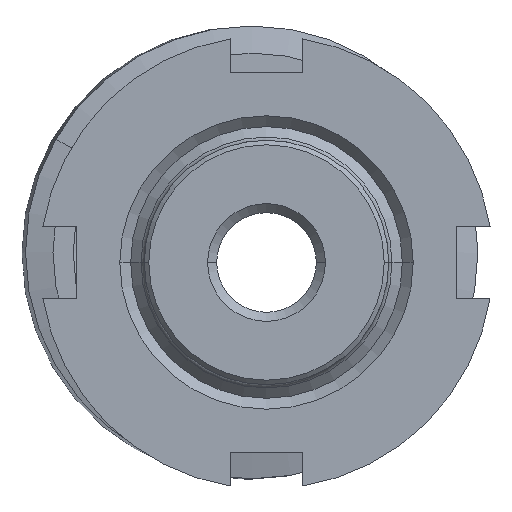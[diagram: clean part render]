
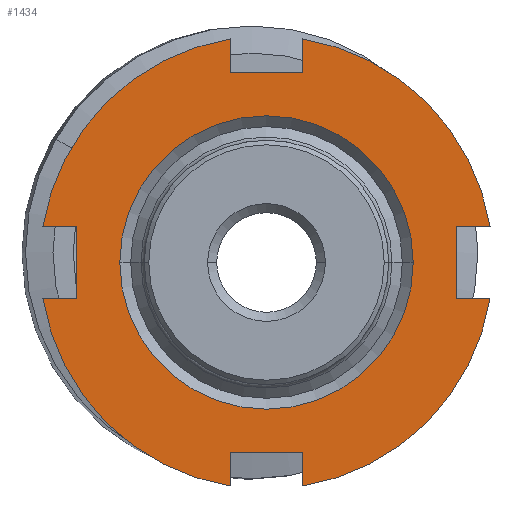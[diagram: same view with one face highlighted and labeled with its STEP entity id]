
A CAD part, front view. The second image highlights one B-rep face of the part: STEP entity #1434.
In plain terms, the highlighted planar face has unit normal (0, -1, 0).
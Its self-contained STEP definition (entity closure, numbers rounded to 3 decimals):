
#7 = CARTESIAN_POINT ( 'NONE',  ( -2., -7.269, 0. ) ) ;
#14 = CARTESIAN_POINT ( 'NONE',  ( 0., -7.269, 0. ) ) ;
#39 = AXIS2_PLACEMENT_3D ( 'NONE', #2580, #440, #1548 ) ;
#75 = LINE ( 'NONE', #3040, #3242 ) ;
#91 = VERTEX_POINT ( 'NONE', #973 ) ;
#127 = VERTEX_POINT ( 'NONE', #2878 ) ;
#130 = EDGE_CURVE ( 'NONE', #301, #1810, #376, .T. ) ;
#157 = VECTOR ( 'NONE', #1824, 1000. ) ;
#203 = PLANE ( 'NONE',  #39 ) ;
#238 = FACE_BOUND ( 'NONE', #2337, .T. ) ;
#246 = AXIS2_PLACEMENT_3D ( 'NONE', #2678, #2937, #2163 ) ;
#287 = DIRECTION ( 'NONE',  ( -1., 0., 0. ) ) ;
#301 = VERTEX_POINT ( 'NONE', #515 ) ;
#325 = LINE ( 'NONE', #700, #953 ) ;
#333 = ORIENTED_EDGE ( 'NONE', *, *, #2442, .T. ) ;
#350 = DIRECTION ( 'NONE',  ( 0., 0., 1. ) ) ;
#376 = CIRCLE ( 'NONE', #1353, 12.5 ) ;
#378 = EDGE_LOOP ( 'NONE', ( #2455, #1137, #2671, #2066, #1524, #1707, #3397, #1723, #385, #686, #887, #1832, #3404, #2355, #333, #1076 ) ) ;
#385 = ORIENTED_EDGE ( 'NONE', *, *, #2401, .F. ) ;
#417 = DIRECTION ( 'NONE',  ( 0., 0., 1. ) ) ;
#440 = DIRECTION ( 'NONE',  ( 0., 1., 0. ) ) ;
#442 = VERTEX_POINT ( 'NONE', #2436 ) ;
#453 = CARTESIAN_POINT ( 'NONE',  ( 8.1, -7.269, -2. ) ) ;
#478 = EDGE_CURVE ( 'NONE', #3351, #1491, #75, .T. ) ;
#515 = CARTESIAN_POINT ( 'NONE',  ( 12.339, -7.269, -2. ) ) ;
#530 = DIRECTION ( 'NONE',  ( 0., 1., 0. ) ) ;
#561 = CARTESIAN_POINT ( 'NONE',  ( -12.339, -7.269, 2. ) ) ;
#589 = VERTEX_POINT ( 'NONE', #3282 ) ;
#611 = LINE ( 'NONE', #1258, #2204 ) ;
#631 = DIRECTION ( 'NONE',  ( 0., 0., -1. ) ) ;
#671 = DIRECTION ( 'NONE',  ( 0., 0., -1. ) ) ;
#686 = ORIENTED_EDGE ( 'NONE', *, *, #3169, .F. ) ;
#700 = CARTESIAN_POINT ( 'NONE',  ( -2., -7.269, 0. ) ) ;
#745 = VERTEX_POINT ( 'NONE', #1123 ) ;
#785 = CARTESIAN_POINT ( 'NONE',  ( 2., -7.269, 10.5 ) ) ;
#806 = EDGE_CURVE ( 'NONE', #3234, #745, #325, .T. ) ;
#864 = LINE ( 'NONE', #1281, #157 ) ;
#883 = CARTESIAN_POINT ( 'NONE',  ( -2., -7.269, -10.5 ) ) ;
#887 = ORIENTED_EDGE ( 'NONE', *, *, #2820, .T. ) ;
#902 = VECTOR ( 'NONE', #671, 1000. ) ;
#953 = VECTOR ( 'NONE', #3346, 1000. ) ;
#973 = CARTESIAN_POINT ( 'NONE',  ( -2., -7.269, 10.5 ) ) ;
#978 = VERTEX_POINT ( 'NONE', #2877 ) ;
#995 = DIRECTION ( 'NONE',  ( 1., 0., 0. ) ) ;
#1044 = EDGE_CURVE ( 'NONE', #1491, #2069, #1588, .T. ) ;
#1046 = VERTEX_POINT ( 'NONE', #3183 ) ;
#1059 = EDGE_CURVE ( 'NONE', #1556, #442, #1115, .T. ) ;
#1076 = ORIENTED_EDGE ( 'NONE', *, *, #3021, .F. ) ;
#1084 = CARTESIAN_POINT ( 'NONE',  ( 0., -7.269, 0. ) ) ;
#1115 = CIRCLE ( 'NONE', #2650, 8.1 ) ;
#1123 = CARTESIAN_POINT ( 'NONE',  ( -2., -7.269, -12.339 ) ) ;
#1131 = EDGE_CURVE ( 'NONE', #442, #1556, #2881, .T. ) ;
#1137 = ORIENTED_EDGE ( 'NONE', *, *, #1336, .F. ) ;
#1166 = CARTESIAN_POINT ( 'NONE',  ( 10.5, -7.269, 2. ) ) ;
#1258 = CARTESIAN_POINT ( 'NONE',  ( 8.1, -7.269, -2. ) ) ;
#1269 = CARTESIAN_POINT ( 'NONE',  ( 2., -7.269, -12.339 ) ) ;
#1281 = CARTESIAN_POINT ( 'NONE',  ( 0., -7.269, 10.5 ) ) ;
#1288 = CARTESIAN_POINT ( 'NONE',  ( 8.1, -7.269, 2. ) ) ;
#1300 = DIRECTION ( 'NONE',  ( -1., 0., 0. ) ) ;
#1315 = CARTESIAN_POINT ( 'NONE',  ( -2., -7.269, 12.339 ) ) ;
#1316 = VECTOR ( 'NONE', #3431, 1000. ) ;
#1317 = DIRECTION ( 'NONE',  ( 0., 1., 0. ) ) ;
#1336 = EDGE_CURVE ( 'NONE', #2086, #1046, #3280, .T. ) ;
#1353 = AXIS2_PLACEMENT_3D ( 'NONE', #2640, #2866, #1798 ) ;
#1357 = CIRCLE ( 'NONE', #2116, 12.5 ) ;
#1398 = EDGE_CURVE ( 'NONE', #978, #1810, #3125, .T. ) ;
#1402 = LINE ( 'NONE', #1415, #2415 ) ;
#1415 = CARTESIAN_POINT ( 'NONE',  ( 8.1, -7.269, 2. ) ) ;
#1434 = ADVANCED_FACE ( 'NONE', ( #238, #2052 ), #203, .F. ) ;
#1436 = LINE ( 'NONE', #2770, #2540 ) ;
#1479 = EDGE_CURVE ( 'NONE', #2086, #589, #2949, .T. ) ;
#1491 = VERTEX_POINT ( 'NONE', #2568 ) ;
#1524 = ORIENTED_EDGE ( 'NONE', *, *, #806, .F. ) ;
#1548 = DIRECTION ( 'NONE',  ( -1., 0., 0. ) ) ;
#1556 = VERTEX_POINT ( 'NONE', #1602 ) ;
#1588 = CIRCLE ( 'NONE', #2001, 12.5 ) ;
#1602 = CARTESIAN_POINT ( 'NONE',  ( -8.1, -7.269, 0. ) ) ;
#1620 = VERTEX_POINT ( 'NONE', #1315 ) ;
#1630 = EDGE_CURVE ( 'NONE', #91, #3351, #864, .T. ) ;
#1665 = CARTESIAN_POINT ( 'NONE',  ( 12.339, -7.269, 2. ) ) ;
#1707 = ORIENTED_EDGE ( 'NONE', *, *, #2975, .F. ) ;
#1713 = DIRECTION ( 'NONE',  ( -1., 0., 0. ) ) ;
#1723 = ORIENTED_EDGE ( 'NONE', *, *, #130, .F. ) ;
#1798 = DIRECTION ( 'NONE',  ( -1., 0., 0. ) ) ;
#1810 = VERTEX_POINT ( 'NONE', #1269 ) ;
#1824 = DIRECTION ( 'NONE',  ( 1., 0., 0. ) ) ;
#1832 = ORIENTED_EDGE ( 'NONE', *, *, #1044, .F. ) ;
#1862 = ORIENTED_EDGE ( 'NONE', *, *, #1059, .T. ) ;
#1874 = DIRECTION ( 'NONE',  ( 0., 1., 0. ) ) ;
#1890 = DIRECTION ( 'NONE',  ( -1., 0., 0. ) ) ;
#1908 = LINE ( 'NONE', #2142, #1316 ) ;
#1916 = DIRECTION ( 'NONE',  ( 0., 0., 1. ) ) ;
#1922 = EDGE_CURVE ( 'NONE', #745, #589, #2909, .T. ) ;
#1957 = CARTESIAN_POINT ( 'NONE',  ( -10.5, -7.269, -2. ) ) ;
#1976 = AXIS2_PLACEMENT_3D ( 'NONE', #2104, #3446, #1300 ) ;
#2001 = AXIS2_PLACEMENT_3D ( 'NONE', #1084, #1317, #2950 ) ;
#2052 = FACE_OUTER_BOUND ( 'NONE', #378, .T. ) ;
#2066 = ORIENTED_EDGE ( 'NONE', *, *, #1922, .F. ) ;
#2069 = VERTEX_POINT ( 'NONE', #1665 ) ;
#2086 = VERTEX_POINT ( 'NONE', #1957 ) ;
#2104 = CARTESIAN_POINT ( 'NONE',  ( 0., -7.269, 0. ) ) ;
#2109 = VERTEX_POINT ( 'NONE', #1166 ) ;
#2116 = AXIS2_PLACEMENT_3D ( 'NONE', #14, #530, #1890 ) ;
#2142 = CARTESIAN_POINT ( 'NONE',  ( 0., -7.269, -10.5 ) ) ;
#2163 = DIRECTION ( 'NONE',  ( -1., 0., 0. ) ) ;
#2204 = VECTOR ( 'NONE', #2343, 1000. ) ;
#2337 = EDGE_LOOP ( 'NONE', ( #1862, #2927 ) ) ;
#2343 = DIRECTION ( 'NONE',  ( 1., 0., 0. ) ) ;
#2355 = ORIENTED_EDGE ( 'NONE', *, *, #1630, .F. ) ;
#2377 = LINE ( 'NONE', #1288, #2453 ) ;
#2386 = VECTOR ( 'NONE', #2875, 1000. ) ;
#2401 = EDGE_CURVE ( 'NONE', #127, #301, #611, .T. ) ;
#2415 = VECTOR ( 'NONE', #1713, 1000. ) ;
#2436 = CARTESIAN_POINT ( 'NONE',  ( 8.1, -7.269, 0. ) ) ;
#2442 = EDGE_CURVE ( 'NONE', #91, #1620, #3077, .T. ) ;
#2453 = VECTOR ( 'NONE', #995, 1000. ) ;
#2455 = ORIENTED_EDGE ( 'NONE', *, *, #2604, .F. ) ;
#2497 = VECTOR ( 'NONE', #1916, 1000. ) ;
#2540 = VECTOR ( 'NONE', #631, 1000. ) ;
#2568 = CARTESIAN_POINT ( 'NONE',  ( 2., -7.269, 12.339 ) ) ;
#2580 = CARTESIAN_POINT ( 'NONE',  ( 8.1, -7.269, 0. ) ) ;
#2604 = EDGE_CURVE ( 'NONE', #1046, #2980, #1402, .T. ) ;
#2640 = CARTESIAN_POINT ( 'NONE',  ( 0., -7.269, 0. ) ) ;
#2650 = AXIS2_PLACEMENT_3D ( 'NONE', #3200, #1874, #287 ) ;
#2671 = ORIENTED_EDGE ( 'NONE', *, *, #1479, .T. ) ;
#2678 = CARTESIAN_POINT ( 'NONE',  ( 0., -7.269, 0. ) ) ;
#2770 = CARTESIAN_POINT ( 'NONE',  ( 10.5, -7.269, 0. ) ) ;
#2820 = EDGE_CURVE ( 'NONE', #2109, #2069, #2377, .T. ) ;
#2866 = DIRECTION ( 'NONE',  ( 0., 1., 0. ) ) ;
#2875 = DIRECTION ( 'NONE',  ( -1., 0., 0. ) ) ;
#2877 = CARTESIAN_POINT ( 'NONE',  ( 2., -7.269, -10.5 ) ) ;
#2878 = CARTESIAN_POINT ( 'NONE',  ( 10.5, -7.269, -2. ) ) ;
#2881 = CIRCLE ( 'NONE', #246, 8.1 ) ;
#2909 = CIRCLE ( 'NONE', #1976, 12.5 ) ;
#2927 = ORIENTED_EDGE ( 'NONE', *, *, #1131, .T. ) ;
#2937 = DIRECTION ( 'NONE',  ( 0., 1., 0. ) ) ;
#2949 = LINE ( 'NONE', #453, #2386 ) ;
#2950 = DIRECTION ( 'NONE',  ( -1., 0., 0. ) ) ;
#2975 = EDGE_CURVE ( 'NONE', #978, #3234, #1908, .T. ) ;
#2980 = VERTEX_POINT ( 'NONE', #561 ) ;
#3021 = EDGE_CURVE ( 'NONE', #2980, #1620, #1357, .T. ) ;
#3040 = CARTESIAN_POINT ( 'NONE',  ( 2., -7.269, 0. ) ) ;
#3052 = CARTESIAN_POINT ( 'NONE',  ( -10.5, -7.269, 0. ) ) ;
#3077 = LINE ( 'NONE', #7, #2497 ) ;
#3125 = LINE ( 'NONE', #3314, #902 ) ;
#3160 = VECTOR ( 'NONE', #417, 1000. ) ;
#3169 = EDGE_CURVE ( 'NONE', #2109, #127, #1436, .T. ) ;
#3183 = CARTESIAN_POINT ( 'NONE',  ( -10.5, -7.269, 2. ) ) ;
#3200 = CARTESIAN_POINT ( 'NONE',  ( 0., -7.269, 0. ) ) ;
#3234 = VERTEX_POINT ( 'NONE', #883 ) ;
#3242 = VECTOR ( 'NONE', #350, 1000. ) ;
#3280 = LINE ( 'NONE', #3052, #3160 ) ;
#3282 = CARTESIAN_POINT ( 'NONE',  ( -12.339, -7.269, -2. ) ) ;
#3314 = CARTESIAN_POINT ( 'NONE',  ( 2., -7.269, 0. ) ) ;
#3346 = DIRECTION ( 'NONE',  ( 0., 0., -1. ) ) ;
#3351 = VERTEX_POINT ( 'NONE', #785 ) ;
#3397 = ORIENTED_EDGE ( 'NONE', *, *, #1398, .T. ) ;
#3404 = ORIENTED_EDGE ( 'NONE', *, *, #478, .F. ) ;
#3431 = DIRECTION ( 'NONE',  ( -1., 0., 0. ) ) ;
#3446 = DIRECTION ( 'NONE',  ( 0., 1., 0. ) ) ;
